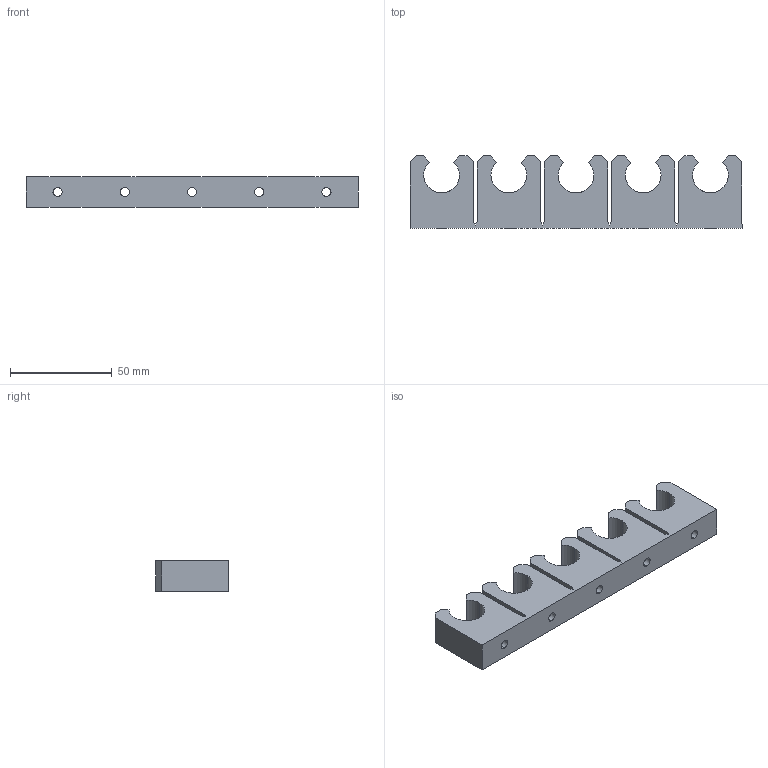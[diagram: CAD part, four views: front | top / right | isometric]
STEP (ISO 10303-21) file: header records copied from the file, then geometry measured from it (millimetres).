
FILE_DESCRIPTION (( 'STEP AP214' ), '1' );
FILE_NAME ('52292 Rohrklemme PE d18.step', '2008-04-22T22:22:03', ( '' ), ( '' ), 'SwSTEP 2.0', 'SolidWorks 2008', '' );
FILE_SCHEMA (( 'AUTOMOTIVE_DESIGN' ));
Length unit declared in the file: millimetre
Products named in the file (1): 52292 Rohrklemme PE d18
Bounding box: 163 x 35.5 x 15 mm (x, y, z)
Volume: 57924.9 mm3; surface area: 22226.2 mm2
Topology: 1 solids, 1 shells, 96 faces, 262 edges, 168 vertices
Faces by surface type: plane 51, cylinder 35, cone 10
Entity records: 3374 total; most frequent: CARTESIAN_POINT 872, ORIENTED_EDGE 524, DIRECTION 506, EDGE_CURVE 262, LINE 192, VECTOR 192, VERTEX_POINT 168, AXIS2_PLACEMENT_3D 157
